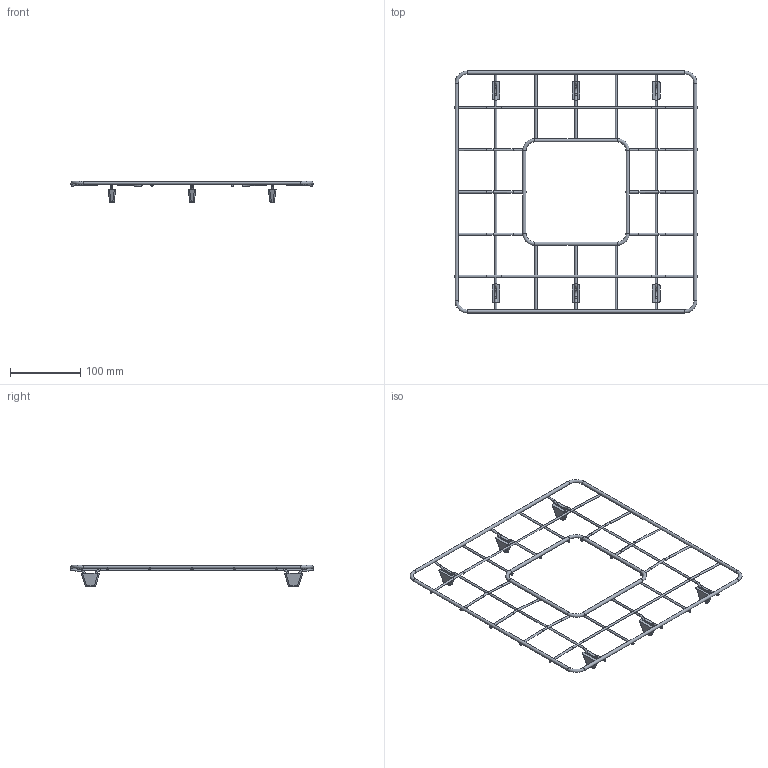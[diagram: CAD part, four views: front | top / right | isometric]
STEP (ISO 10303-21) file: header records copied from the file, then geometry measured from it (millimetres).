
FILE_DESCRIPTION(/* description */ (''),/* implementation_level */ '2;1');
FILE_NAME(/* name */ '1359_18x18x10 Inch Sink Rack Counter Bottom.stp',/* time_stamp */ '2016-12-27T09:20:57+03:00',/* author */ (''),/* organization */ (''),/* preprocessor_version */ 'ST-DEVELOPER v16',/* originating_system */ 'SIEMENS PLM Software NX 10.0',/* authorisation */ '');
FILE_SCHEMA (('AP203_CONFIGURATION_CONTROLLED_3D_DESIGN_OF_MECHANICAL_PARTS_AND_ASSEMBLIES_MIM_LF { 1 0 10303 403 2 1 2}'));
Length unit declared in the file: millimetre
Products named in the file (1): Can15C8F595tw88
Bounding box: 344.4 x 345.05 x 30.73 mm (x, y, z)
Volume: 68470.8 mm3; surface area: 66625.2 mm2
Topology: 24 solids, 24 shells, 264 faces, 536 edges, 298 vertices
Faces by surface type: plane 74, cylinder 64, bspline 60, torus 42, sphere 24
Full cylindrical faces by diameter (mm): 3 x44, 4.8 x8
Entity records: 7674 total; most frequent: CARTESIAN_POINT 3077, DIRECTION 858, ORIENTED_EDGE 808, EDGE_CURVE 404, AXIS2_PLACEMENT_3D 381, EDGE_LOOP 364, VERTEX_POINT 284, ADVANCED_FACE 264
